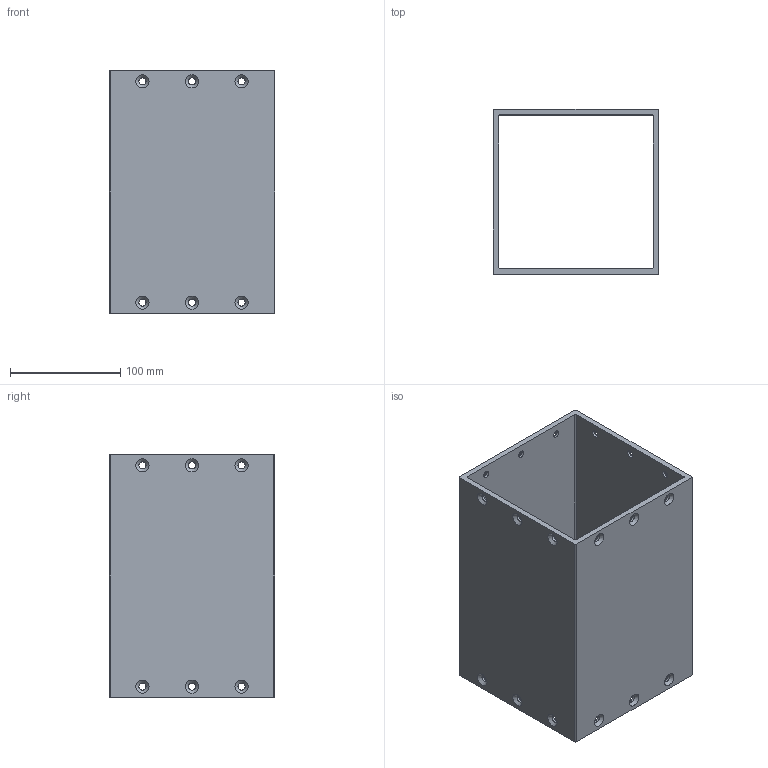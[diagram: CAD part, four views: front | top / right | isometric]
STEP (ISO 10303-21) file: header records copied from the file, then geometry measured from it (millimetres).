
FILE_DESCRIPTION((''),'2;1');
FILE_NAME('part.stp','2000-01-01T12:00:00+0:00',(''),(''),'','fCAD','');
FILE_SCHEMA (('AUTOMOTIVE_DESIGN { 1 0 10303 214 3 1 1 }'));
Length unit declared in the file: millimetre
Products named in the file (2): LCDFRPWR; PCB-SFPSYNC
Assembly tree (1 placements, depth 2):
  LCDFRPWR
    PCB-SFPSYNC
Bounding box: 150 x 150 x 220 mm (x, y, z)
Volume: 631689.4 mm3; surface area: 260643.8 mm2
Topology: 1 solids, 1 shells, 65 faces, 189 edges, 126 vertices
Faces by surface type: cylinder 31, cone 24, plane 10
Full cylindrical faces by diameter (mm): 6.5 x24
Entity records: 1920 total; most frequent: DIRECTION 339, CARTESIAN_POINT 287, ORIENTED_EDGE 234, EDGE_LOOP 163, AXIS2_PLACEMENT_3D 154, EDGE_CURVE 117, VERTEX_POINT 102, FACE_BOUND 98
